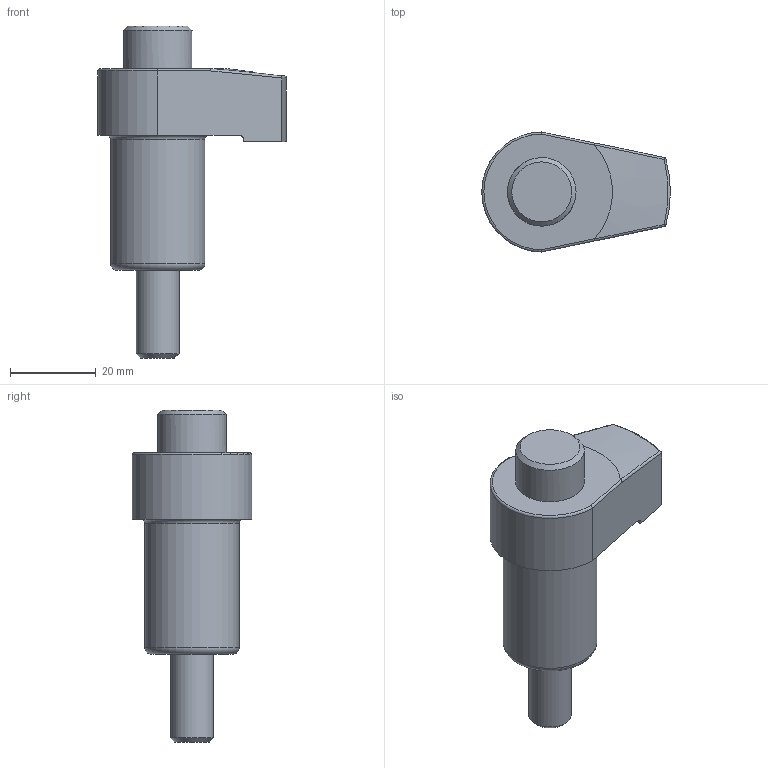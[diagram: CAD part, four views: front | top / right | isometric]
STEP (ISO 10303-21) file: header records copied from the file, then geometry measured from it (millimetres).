
FILE_DESCRIPTION( ( 'Unknown' ), '1' );
FILE_NAME( 'CP10-1022.stp', 'Unknown', ( 'Unknown' ), ( 'Unknown' ), 'XStep 1.0', 'Unknown', ' ' );
FILE_SCHEMA( ( 'CONFIG_CONTROL_DESIGN' ) );
Length unit declared in the file: millimetre
Products named in the file (1): 1
Bounding box: 44 x 28 x 77.5 mm (x, y, z)
Volume: 30396.7 mm3; surface area: 6955.7 mm2
Topology: 1 solids, 1 shells, 26 faces, 60 edges, 39 vertices
Faces by surface type: plane 9, cylinder 8, torus 4, cone 3, bspline 2
Full cylindrical faces by diameter (mm): 10 x1, 16 x1, 22 x1
Entity records: 1018 total; most frequent: CARTESIAN_POINT 446, DIRECTION 105, ORIENTED_EDGE 100, EDGE_CURVE 50, AXIS2_PLACEMENT_3D 44, EDGE_LOOP 36, VERTEX_POINT 36, FACE_OUTER_BOUND 31
